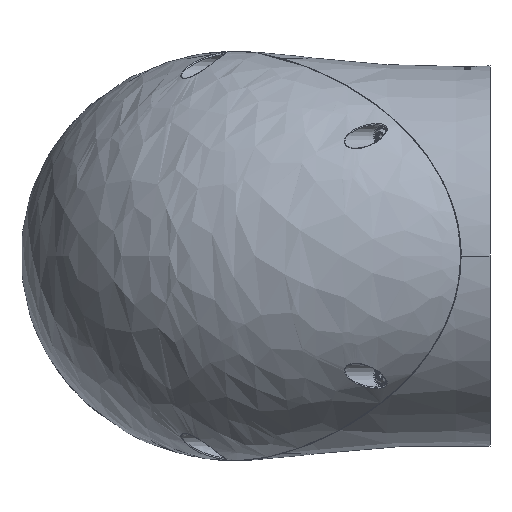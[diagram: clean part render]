
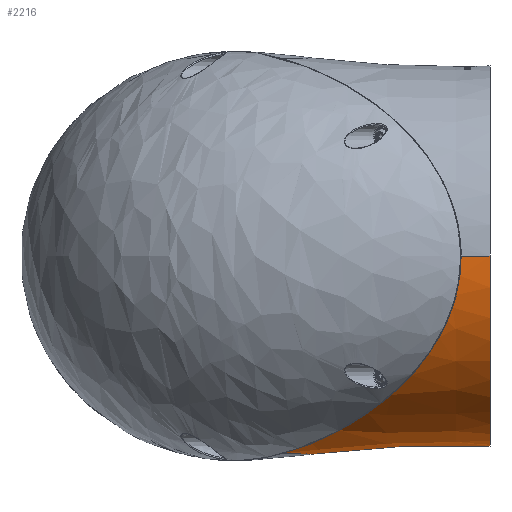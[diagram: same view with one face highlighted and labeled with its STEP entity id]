
A CAD part, front view. The second image highlights one B-rep face of the part: STEP entity #2216.
In plain terms, the highlighted free-form (B-spline) face has degree [5, 3] with [7, 7] control points.
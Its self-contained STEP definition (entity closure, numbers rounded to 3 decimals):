
#1708=FACE_OUTER_BOUND('',#3126,.T.);
#2119=B_SPLINE_SURFACE_WITH_KNOTS('',5,3,((#10203,#10204,#10205,#10206,
#10207,#10208,#10209),(#10210,#10211,#10212,#10213,#10214,#10215,#10216),
(#10217,#10218,#10219,#10220,#10221,#10222,#10223),(#10224,#10225,#10226,
#10227,#10228,#10229,#10230),(#10231,#10232,#10233,#10234,#10235,#10236,
#10237),(#10238,#10239,#10240,#10241,#10242,#10243,#10244),(#10245,#10246,
#10247,#10248,#10249,#10250,#10251)),.UNSPECIFIED.,.F.,.F.,.F.,(6,1,6),
(4,1,1,1,4),(0.,0.5,1.),(0.,0.25,0.5,0.75,1.),.UNSPECIFIED.);
#2216=ADVANCED_FACE('',(#1708),#2119,.F.);
#3126=EDGE_LOOP('',(#3717,#3718,#3719,#3720,#3721));
#3717=ORIENTED_EDGE('',*,*,#6421,.F.);
#3718=ORIENTED_EDGE('',*,*,#6407,.T.);
#3719=ORIENTED_EDGE('',*,*,#6429,.F.);
#3720=ORIENTED_EDGE('',*,*,#6430,.T.);
#3721=ORIENTED_EDGE('',*,*,#6431,.F.);
#5766=VERTEX_POINT('',#9757);
#5770=VERTEX_POINT('',#9807);
#5784=VERTEX_POINT('',#10061);
#5791=VERTEX_POINT('',#10187);
#5792=VERTEX_POINT('',#10195);
#6407=EDGE_CURVE('',#5766,#5770,#7445,.T.);
#6421=EDGE_CURVE('',#5766,#5784,#7458,.T.);
#6429=EDGE_CURVE('',#5791,#5770,#7466,.T.);
#6430=EDGE_CURVE('',#5791,#5792,#7467,.T.);
#6431=EDGE_CURVE('',#5784,#5792,#7468,.T.);
#7445=B_SPLINE_CURVE_WITH_KNOTS('',3,(#9808,#9809,#9810,#9811,#9812,#9813,
#9814,#9815,#9816,#9817,#9818,#9819,#9820,#9821,#9822,#9823),
 .UNSPECIFIED.,.F.,.F.,(4,2,2,2,2,2,2,4),(0.,0.125,0.25,0.375,0.5,
0.625,0.75,1.),.UNSPECIFIED.);
#7458=B_SPLINE_CURVE_WITH_KNOTS('',5,(#10054,#10055,#10056,#10057,#10058,
#10059,#10060),.UNSPECIFIED.,.F.,.F.,(6,1,6),(0.,0.5,1.),.UNSPECIFIED.);
#7466=B_SPLINE_CURVE_WITH_KNOTS('',3,(#10178,#10179,#10180,#10181,#10182,
#10183,#10184,#10185,#10186),.UNSPECIFIED.,.F.,.F.,(4,1,1,1,1,1,4),(0.,
0.123,0.239,0.356,0.589,
0.823,1.),.UNSPECIFIED.);
#7467=B_SPLINE_CURVE_WITH_KNOTS('',5,(#10188,#10189,#10190,#10191,#10192,
#10193,#10194),.UNSPECIFIED.,.F.,.F.,(6,1,6),(0.,0.5,1.),.UNSPECIFIED.);
#7468=B_SPLINE_CURVE_WITH_KNOTS('',3,(#10196,#10197,#10198,#10199,#10200,
#10201,#10202),.UNSPECIFIED.,.F.,.F.,(4,1,1,1,4),(0.,0.25,0.5,0.75,1.),
 .UNSPECIFIED.);
#9757=CARTESIAN_POINT('',(612.268,-67.353,890.));
#9807=CARTESIAN_POINT('',(549.267,-14.489,819.971));
#9808=CARTESIAN_POINT('',(612.268,-67.353,890.));
#9809=CARTESIAN_POINT('',(612.268,-67.353,885.1));
#9810=CARTESIAN_POINT('',(611.627,-66.815,880.367));
#9811=CARTESIAN_POINT('',(609.248,-64.819,871.185));
#9812=CARTESIAN_POINT('',(607.518,-63.368,866.83));
#9813=CARTESIAN_POINT('',(603.341,-59.862,858.836));
#9814=CARTESIAN_POINT('',(600.87,-57.788,855.137));
#9815=CARTESIAN_POINT('',(595.565,-53.337,848.449));
#9816=CARTESIAN_POINT('',(592.705,-50.937,845.414));
#9817=CARTESIAN_POINT('',(586.659,-45.865,839.827));
#9818=CARTESIAN_POINT('',(583.478,-43.195,837.287));
#9819=CARTESIAN_POINT('',(577.004,-37.763,832.704));
#9820=CARTESIAN_POINT('',(573.691,-34.983,830.643));
#9821=CARTESIAN_POINT('',(563.555,-26.478,825.049));
#9822=CARTESIAN_POINT('',(556.512,-20.568,822.063));
#9823=CARTESIAN_POINT('',(549.267,-14.489,819.971));
#10054=CARTESIAN_POINT('',(530.444,-72.733,890.));
#10055=CARTESIAN_POINT('',(539.686,-72.931,890.));
#10056=CARTESIAN_POINT('',(558.231,-70.391,890.));
#10057=CARTESIAN_POINT('',(576.129,-67.972,890.));
#10058=CARTESIAN_POINT('',(594.82,-67.017,890.));
#10059=CARTESIAN_POINT('',(613.273,-67.339,890.));
#10060=CARTESIAN_POINT('',(622.5,-67.5,890.));
#10061=CARTESIAN_POINT('',(622.5,-67.5,890.));
#10178=CARTESIAN_POINT('',(560.023,0.,819.717));
#10179=CARTESIAN_POINT('',(559.582,-0.594,819.666));
#10180=CARTESIAN_POINT('',(558.723,-1.752,819.58));
#10181=CARTESIAN_POINT('',(557.444,-3.474,819.495));
#10182=CARTESIAN_POINT('',(555.769,-5.73,819.438));
#10183=CARTESIAN_POINT('',(553.676,-8.55,819.47));
#10184=CARTESIAN_POINT('',(551.368,-11.659,819.658));
#10185=CARTESIAN_POINT('',(549.9,-13.636,819.865));
#10186=CARTESIAN_POINT('',(549.267,-14.489,819.971));
#10187=CARTESIAN_POINT('',(560.023,0.,819.717));
#10188=CARTESIAN_POINT('',(530.444,0.,817.267));
#10189=CARTESIAN_POINT('',(539.686,0.,817.069));
#10190=CARTESIAN_POINT('',(558.231,0.,819.609));
#10191=CARTESIAN_POINT('',(576.129,0.,822.028));
#10192=CARTESIAN_POINT('',(594.82,0.,822.983));
#10193=CARTESIAN_POINT('',(613.273,0.,822.661));
#10194=CARTESIAN_POINT('',(622.5,0.,822.5));
#10195=CARTESIAN_POINT('',(622.5,0.,822.5));
#10196=CARTESIAN_POINT('',(622.5,-67.5,890.));
#10197=CARTESIAN_POINT('',(622.5,-67.5,881.164));
#10198=CARTESIAN_POINT('',(622.5,-63.985,863.497));
#10199=CARTESIAN_POINT('',(622.5,-48.972,841.028));
#10200=CARTESIAN_POINT('',(622.5,-26.503,826.015));
#10201=CARTESIAN_POINT('',(622.5,-8.836,822.5));
#10202=CARTESIAN_POINT('',(622.5,0.,822.5));
#10203=CARTESIAN_POINT('',(530.444,-72.733,890.));
#10204=CARTESIAN_POINT('',(530.444,-72.733,880.649));
#10205=CARTESIAN_POINT('',(530.444,-68.915,861.455));
#10206=CARTESIAN_POINT('',(530.444,-52.746,837.254));
#10207=CARTESIAN_POINT('',(530.444,-28.545,821.085));
#10208=CARTESIAN_POINT('',(530.444,-9.351,817.267));
#10209=CARTESIAN_POINT('',(530.444,0.,817.267));
#10210=CARTESIAN_POINT('',(539.686,-72.931,890.));
#10211=CARTESIAN_POINT('',(539.686,-72.931,880.629));
#10212=CARTESIAN_POINT('',(539.686,-69.101,861.377));
#10213=CARTESIAN_POINT('',(539.686,-52.888,837.112));
#10214=CARTESIAN_POINT('',(539.686,-28.623,820.899));
#10215=CARTESIAN_POINT('',(539.686,-9.371,817.069));
#10216=CARTESIAN_POINT('',(539.686,0.,817.069));
#10217=CARTESIAN_POINT('',(558.231,-70.391,890.));
#10218=CARTESIAN_POINT('',(558.231,-70.391,880.879));
#10219=CARTESIAN_POINT('',(558.231,-66.708,862.369));
#10220=CARTESIAN_POINT('',(558.231,-51.057,838.943));
#10221=CARTESIAN_POINT('',(558.231,-27.631,823.292));
#10222=CARTESIAN_POINT('',(558.231,-9.121,819.609));
#10223=CARTESIAN_POINT('',(558.231,0.,819.609));
#10224=CARTESIAN_POINT('',(576.129,-67.972,890.));
#10225=CARTESIAN_POINT('',(576.129,-67.972,881.118));
#10226=CARTESIAN_POINT('',(576.129,-64.429,863.312));
#10227=CARTESIAN_POINT('',(576.129,-49.313,840.687));
#10228=CARTESIAN_POINT('',(576.129,-26.688,825.571));
#10229=CARTESIAN_POINT('',(576.129,-8.882,822.028));
#10230=CARTESIAN_POINT('',(576.129,0.,822.028));
#10231=CARTESIAN_POINT('',(594.82,-67.017,890.));
#10232=CARTESIAN_POINT('',(594.82,-67.017,881.212));
#10233=CARTESIAN_POINT('',(594.82,-63.53,863.685));
#10234=CARTESIAN_POINT('',(594.82,-48.624,841.376));
#10235=CARTESIAN_POINT('',(594.82,-26.315,826.47));
#10236=CARTESIAN_POINT('',(594.82,-8.788,822.983));
#10237=CARTESIAN_POINT('',(594.82,0.,822.983));
#10238=CARTESIAN_POINT('',(613.273,-67.339,890.));
#10239=CARTESIAN_POINT('',(613.273,-67.339,881.18));
#10240=CARTESIAN_POINT('',(613.273,-63.833,863.559));
#10241=CARTESIAN_POINT('',(613.273,-48.856,841.144));
#10242=CARTESIAN_POINT('',(613.273,-26.441,826.167));
#10243=CARTESIAN_POINT('',(613.273,-8.82,822.661));
#10244=CARTESIAN_POINT('',(613.273,0.,822.661));
#10245=CARTESIAN_POINT('',(622.5,-67.5,890.));
#10246=CARTESIAN_POINT('',(622.5,-67.5,881.164));
#10247=CARTESIAN_POINT('',(622.5,-63.985,863.497));
#10248=CARTESIAN_POINT('',(622.5,-48.972,841.028));
#10249=CARTESIAN_POINT('',(622.5,-26.503,826.015));
#10250=CARTESIAN_POINT('',(622.5,-8.836,822.5));
#10251=CARTESIAN_POINT('',(622.5,0.,822.5));
